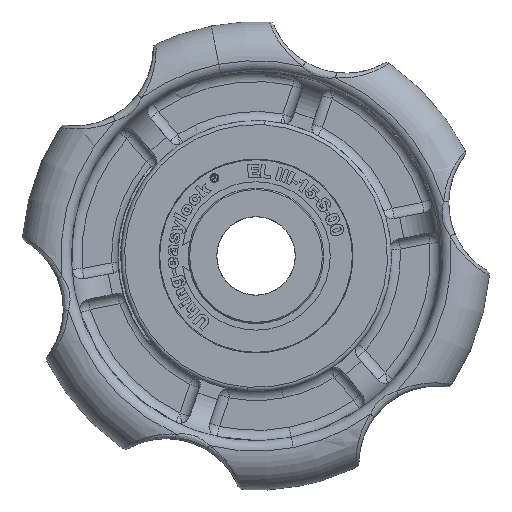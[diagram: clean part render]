
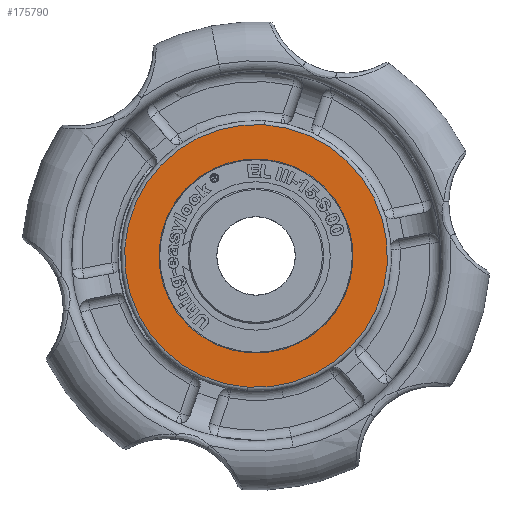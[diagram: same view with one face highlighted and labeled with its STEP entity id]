
A CAD part, left-side view. The second image highlights one B-rep face of the part: STEP entity #175790.
In plain terms, the highlighted planar face has unit normal (-1, 0, 0).
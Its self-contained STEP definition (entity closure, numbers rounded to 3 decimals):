
#1543 = CIRCLE ( 'NONE', #78934, 25.25 ) ;
#3546 = AXIS2_PLACEMENT_3D ( 'NONE', #156862, #170757, #41502 ) ;
#4784 = CARTESIAN_POINT ( 'NONE',  ( -30., 1.689, -25.193 ) ) ;
#7473 = CARTESIAN_POINT ( 'NONE',  ( -30., -18.608, -1.248 ) ) ;
#14614 = AXIS2_PLACEMENT_3D ( 'NONE', #7473, #164804, #23278 ) ;
#23278 = DIRECTION ( 'NONE',  ( 0., -0.067, 0.998 ) ) ;
#24325 = CARTESIAN_POINT ( 'NONE',  ( -30., -1.689, 25.193 ) ) ;
#25539 = AXIS2_PLACEMENT_3D ( 'NONE', #113194, #72303, #41610 ) ;
#31384 = ORIENTED_EDGE ( 'NONE', *, *, #100687, .T. ) ;
#32365 = EDGE_CURVE ( 'NONE', #89474, #64733, #165761, .T. ) ;
#41502 = DIRECTION ( 'NONE',  ( 0., 0.067, -0.998 ) ) ;
#41610 = DIRECTION ( 'NONE',  ( 0., 0.067, -0.998 ) ) ;
#47307 = ORIENTED_EDGE ( 'NONE', *, *, #32365, .T. ) ;
#64733 = VERTEX_POINT ( 'NONE', #4784 ) ;
#72303 = DIRECTION ( 'NONE',  ( -1., 0., 0. ) ) ;
#78751 = CARTESIAN_POINT ( 'NONE',  ( -30., 1.248, -18.608 ) ) ;
#78934 = AXIS2_PLACEMENT_3D ( 'NONE', #124804, #166661, #94207 ) ;
#85602 = AXIS2_PLACEMENT_3D ( 'NONE', #96125, #180750, #166721 ) ;
#86825 = PLANE ( 'NONE',  #14614 ) ;
#89474 = VERTEX_POINT ( 'NONE', #24325 ) ;
#94207 = DIRECTION ( 'NONE',  ( 0., 0.067, -0.998 ) ) ;
#96125 = CARTESIAN_POINT ( 'NONE',  ( -30., 0., 0. ) ) ;
#100687 = EDGE_CURVE ( 'NONE', #64733, #89474, #1543, .T. ) ;
#110555 = CIRCLE ( 'NONE', #3546, 18.65 ) ;
#113194 = CARTESIAN_POINT ( 'NONE',  ( -30., 0., 0. ) ) ;
#113961 = EDGE_CURVE ( 'NONE', #138855, #149847, #114714, .T. ) ;
#114714 = CIRCLE ( 'NONE', #25539, 18.65 ) ;
#114922 = EDGE_LOOP ( 'NONE', ( #128755, #119149 ) ) ;
#119149 = ORIENTED_EDGE ( 'NONE', *, *, #140878, .F. ) ;
#124804 = CARTESIAN_POINT ( 'NONE',  ( -30., 0., 0. ) ) ;
#125956 = EDGE_LOOP ( 'NONE', ( #31384, #47307 ) ) ;
#128755 = ORIENTED_EDGE ( 'NONE', *, *, #113961, .F. ) ;
#138855 = VERTEX_POINT ( 'NONE', #78751 ) ;
#140878 = EDGE_CURVE ( 'NONE', #149847, #138855, #110555, .T. ) ;
#146305 = FACE_BOUND ( 'NONE', #114922, .T. ) ;
#149847 = VERTEX_POINT ( 'NONE', #181416 ) ;
#156607 = FACE_OUTER_BOUND ( 'NONE', #125956, .T. ) ;
#156862 = CARTESIAN_POINT ( 'NONE',  ( -30., 0., 0. ) ) ;
#164804 = DIRECTION ( 'NONE',  ( 1., 0., 0. ) ) ;
#165761 = CIRCLE ( 'NONE', #85602, 25.25 ) ;
#166661 = DIRECTION ( 'NONE',  ( -1., 0., 0. ) ) ;
#166721 = DIRECTION ( 'NONE',  ( 0., 0.067, -0.998 ) ) ;
#170757 = DIRECTION ( 'NONE',  ( -1., 0., 0. ) ) ;
#175790 = ADVANCED_FACE ( 'NONE', ( #146305, #156607 ), #86825, .F. ) ;
#180750 = DIRECTION ( 'NONE',  ( -1., 0., 0. ) ) ;
#181416 = CARTESIAN_POINT ( 'NONE',  ( -30., -1.248, 18.608 ) ) ;
